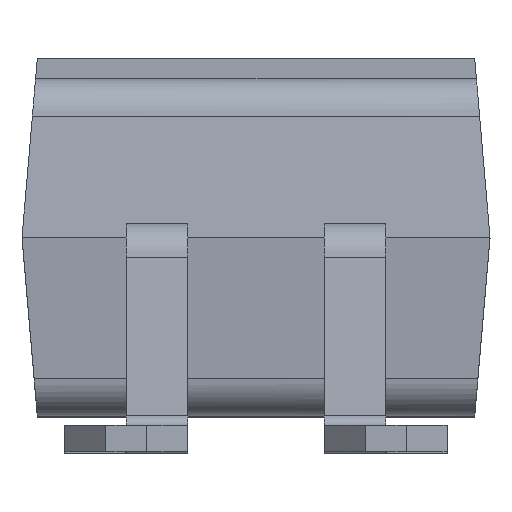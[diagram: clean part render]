
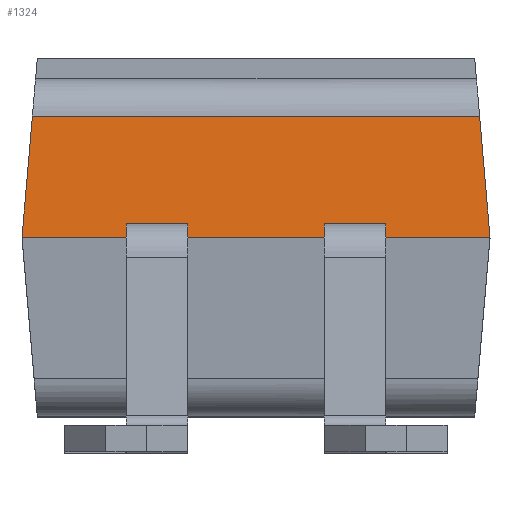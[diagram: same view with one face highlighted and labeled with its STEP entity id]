
A CAD part, top view. The second image highlights one B-rep face of the part: STEP entity #1324.
In plain terms, the highlighted planar face has unit normal (0, 0.085, 0.996).
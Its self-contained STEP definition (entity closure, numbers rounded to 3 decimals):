
#385 = VERTEX_POINT ( 'NONE', #1481 ) ;
#627 = LINE ( 'NONE', #1845, #4568 ) ;
#884 = AXIS2_PLACEMENT_3D ( 'NONE', #4191, #1917, #4577 ) ;
#1188 = VECTOR ( 'NONE', #1777, 1000. ) ;
#1324 = ADVANCED_FACE ( 'NONE', ( #4281 ), #2669, .T. ) ;
#1423 = CARTESIAN_POINT ( 'NONE',  ( -2.291, 1.184, 3.149 ) ) ;
#1481 = CARTESIAN_POINT ( 'NONE',  ( -2.29, 0., 3.25 ) ) ;
#1551 = VECTOR ( 'NONE', #4572, 1000. ) ;
#1777 = DIRECTION ( 'NONE',  ( -0.085, -0.993, 0.085 ) ) ;
#1820 = LINE ( 'NONE', #3994, #4741 ) ;
#1845 = CARTESIAN_POINT ( 'NONE',  ( -2.29, 0., 3.25 ) ) ;
#1917 = DIRECTION ( 'NONE',  ( 0., 0.085, 0.996 ) ) ;
#2084 = DIRECTION ( 'NONE',  ( -0.085, 0.993, -0.085 ) ) ;
#2245 = ORIENTED_EDGE ( 'NONE', *, *, #4560, .T. ) ;
#2289 = VERTEX_POINT ( 'NONE', #4775 ) ;
#2581 = LINE ( 'NONE', #1423, #1551 ) ;
#2633 = CARTESIAN_POINT ( 'NONE',  ( 2.29, 0., 3.25 ) ) ;
#2669 = PLANE ( 'NONE',  #884 ) ;
#2864 = EDGE_CURVE ( 'NONE', #4136, #385, #4124, .T. ) ;
#3189 = EDGE_CURVE ( 'NONE', #4136, #2289, #2581, .T. ) ;
#3341 = EDGE_LOOP ( 'NONE', ( #3475, #2245, #3685, #4762 ) ) ;
#3387 = EDGE_CURVE ( 'NONE', #385, #3781, #627, .T. ) ;
#3475 = ORIENTED_EDGE ( 'NONE', *, *, #3387, .T. ) ;
#3656 = CARTESIAN_POINT ( 'NONE',  ( -2.189, 1.184, 3.149 ) ) ;
#3685 = ORIENTED_EDGE ( 'NONE', *, *, #3189, .F. ) ;
#3781 = VERTEX_POINT ( 'NONE', #2633 ) ;
#3994 = CARTESIAN_POINT ( 'NONE',  ( 2.29, 0., 3.25 ) ) ;
#4058 = CARTESIAN_POINT ( 'NONE',  ( -2.189, 1.184, 3.149 ) ) ;
#4124 = LINE ( 'NONE', #4058, #1188 ) ;
#4133 = DIRECTION ( 'NONE',  ( 1., 0., 0. ) ) ;
#4136 = VERTEX_POINT ( 'NONE', #3656 ) ;
#4191 = CARTESIAN_POINT ( 'NONE',  ( -2.29, 0., 3.25 ) ) ;
#4281 = FACE_OUTER_BOUND ( 'NONE', #3341, .T. ) ;
#4560 = EDGE_CURVE ( 'NONE', #3781, #2289, #1820, .T. ) ;
#4568 = VECTOR ( 'NONE', #4133, 1000. ) ;
#4572 = DIRECTION ( 'NONE',  ( 1., 0., 0. ) ) ;
#4577 = DIRECTION ( 'NONE',  ( 0., -0.996, 0.085 ) ) ;
#4741 = VECTOR ( 'NONE', #2084, 1000. ) ;
#4762 = ORIENTED_EDGE ( 'NONE', *, *, #2864, .T. ) ;
#4775 = CARTESIAN_POINT ( 'NONE',  ( 2.189, 1.184, 3.149 ) ) ;
